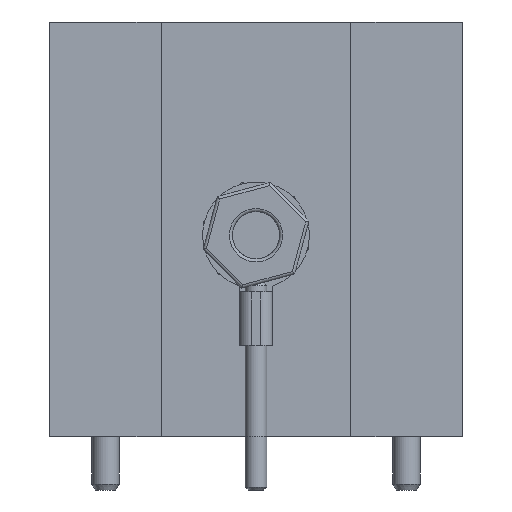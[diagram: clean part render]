
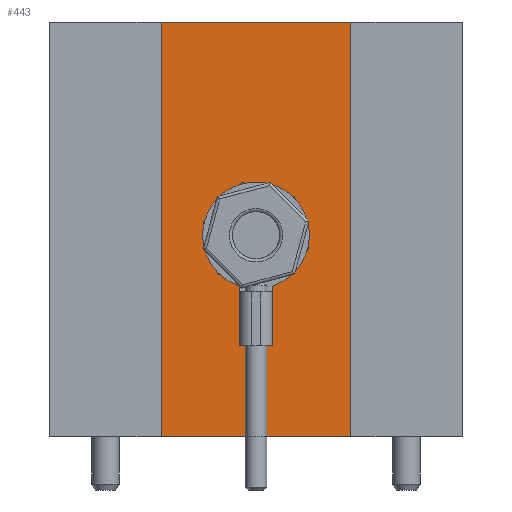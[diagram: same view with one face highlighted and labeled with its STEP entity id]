
A CAD part, front view. The second image highlights one B-rep face of the part: STEP entity #443.
In plain terms, the highlighted planar face has unit normal (0, -1, 0).
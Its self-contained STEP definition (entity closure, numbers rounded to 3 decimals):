
#184 = VERTEX_POINT('',#185);
#185 = CARTESIAN_POINT('',(-8.,-0.75,0.));
#191 = EDGE_CURVE('',#192,#184,#194,.T.);
#192 = VERTEX_POINT('',#193);
#193 = CARTESIAN_POINT('',(8.,-0.75,0.));
#194 = LINE('',#195,#196);
#195 = CARTESIAN_POINT('',(8.,-0.75,0.));
#196 = VECTOR('',#197,1.);
#197 = DIRECTION('',(-1.,0.,0.));
#287 = VERTEX_POINT('',#288);
#288 = CARTESIAN_POINT('',(-8.,-0.75,35.));
#294 = EDGE_CURVE('',#295,#287,#297,.T.);
#295 = VERTEX_POINT('',#296);
#296 = CARTESIAN_POINT('',(8.,-0.75,35.));
#297 = LINE('',#298,#299);
#298 = CARTESIAN_POINT('',(8.,-0.75,35.));
#299 = VECTOR('',#300,1.);
#300 = DIRECTION('',(-1.,0.,0.));
#413 = EDGE_CURVE('',#184,#287,#414,.T.);
#414 = LINE('',#415,#416);
#415 = CARTESIAN_POINT('',(-8.,-0.75,0.));
#416 = VECTOR('',#417,1.);
#417 = DIRECTION('',(0.,0.,1.));
#443 = ADVANCED_FACE('',(#444),#455,.T.);
#444 = FACE_BOUND('',#445,.T.);
#445 = EDGE_LOOP('',(#446,#452,#453,#454));
#446 = ORIENTED_EDGE('',*,*,#447,.T.);
#447 = EDGE_CURVE('',#192,#295,#448,.T.);
#448 = LINE('',#449,#450);
#449 = CARTESIAN_POINT('',(8.,-0.75,0.));
#450 = VECTOR('',#451,1.);
#451 = DIRECTION('',(0.,0.,1.));
#452 = ORIENTED_EDGE('',*,*,#294,.T.);
#453 = ORIENTED_EDGE('',*,*,#413,.F.);
#454 = ORIENTED_EDGE('',*,*,#191,.F.);
#455 = PLANE('',#456);
#456 = AXIS2_PLACEMENT_3D('',#457,#458,#459);
#457 = CARTESIAN_POINT('',(8.,-0.75,0.));
#458 = DIRECTION('',(0.,-1.,0.));
#459 = DIRECTION('',(-1.,0.,0.));
